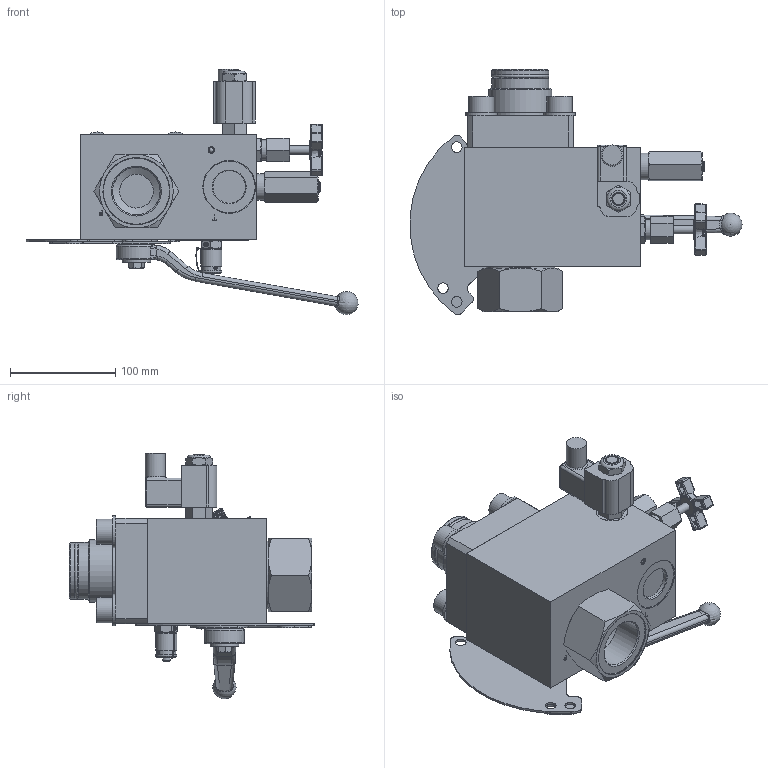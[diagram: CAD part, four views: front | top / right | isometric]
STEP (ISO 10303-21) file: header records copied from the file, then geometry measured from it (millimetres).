
FILE_DESCRIPTION(/* description */ (''),/* implementation_level */ '2;1');
FILE_NAME(/* name */ 'SBR32TCE103330CNZL.stp',/* time_stamp */ '2021-06-15T09:03:11+02:00',/* author */ ('551469'),/* organization */ (''),/* preprocessor_version */ 'ST-DEVELOPER v18',/* originating_system */ 'Autodesk Inventor 2020',/* authorisation */ '');
FILE_SCHEMA (('AUTOMOTIVE_DESIGN { 1 0 10303 214 3 1 1 }'));
Products named in the file (30): parker valve Ø32 verison A simplified; Parker valve Ø32 version A simplified; 873096K002; 8730960001; 873096K002_1; 934-395-100; DSH081N-3; MB700-060; EMA3/1/4EDCF; A04B2PY1-xxxNCE; SBA32_Ball_Valve-3; SBA32_Ball_Valve-2; SBA32_Ball_Valve-1; SBA32_Ball_Valve-6; PE1478-3; SBA32_Ball_Valve-7; SBA32_Ball_Valve-8; 351810-00200; 351811-00200; SBA32_Ball_Valve-12; SBA32_Ball_Valve-5; 8729440048; MVI400S; 0830682136; 351812-02600; PE1488; FTD.21-D30057 Flansch G2-für DI32; 102981-000N1; FTD.04-000456; FTD.04-000027
Assembly tree (38 placements, depth 3):
  parker valve Ø32 verison A simplified
    Parker valve Ø32 version A simplified
    873096K002
      8730960001
      873096K002_1
      934-395-100
      DSH081N-3
    MB700-060  x2
    EMA3/1/4EDCF
    A04B2PY1-xxxNCE
    SBA32_Ball_Valve-3  x2
    SBA32_Ball_Valve-12  x2
    SBA32_Ball_Valve-2
    SBA32_Ball_Valve-1
    SBA32_Ball_Valve-6
    PE1478-3
    SBA32_Ball_Valve-7
    SBA32_Ball_Valve-8
    351810-00200
    351811-00200
    SBA32_Ball_Valve-5
    8729440048
    MVI400S
    0830682136
    351812-02600
    PE1488
    FTD.21-D30057 Flansch G2-für DI32
    102981-000N1
    FTD.04-000456  x4
    FTD.04-000027  x4
Bounding box: 314.82 x 232.52 x 232.77 mm (x, y, z)
Volume: 2713237.1 mm3; surface area: 335036.5 mm2
Topology: 38 solids, 42 shells, 1506 faces, 3652 edges, 2296 vertices
Faces by surface type: plane 572, cylinder 454, bspline 184, cone 153, sphere 76, torus 67
Full cylindrical faces by diameter (mm): 2 x4, 2.5 x4, 2.9 x6, 3.36 x1, 4 x1, 4.2 x1, 4.25 x1, 4.45 x4, 5.55 x2, 6 x2, 6.05 x2, 6.35 x1, 6.8 x1, 7 x1, 7.75 x2, 7.95 x1, 8 x2, 8.15 x1, 8.63 x1, 9 x1, 9.144 x1, 9.978 x1, 10 x4, 11.1 x1, 11.112 x1, 11.328 x1, 11.8 x1, 11.871 x3, 11.975 x2, 12.035 x2
Entity records: 48144 total; most frequent: CARTESIAN_POINT 13638, DIRECTION 7029, ORIENTED_EDGE 6818, EDGE_CURVE 3409, AXIS2_PLACEMENT_3D 2808, VERTEX_POINT 2166, EDGE_LOOP 1613, FACE_OUTER_BOUND 1414
